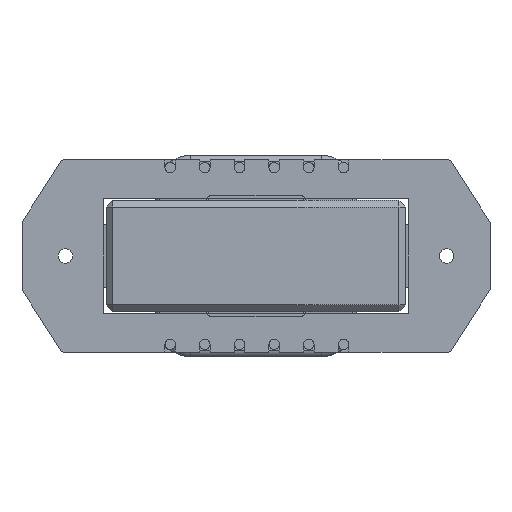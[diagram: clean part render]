
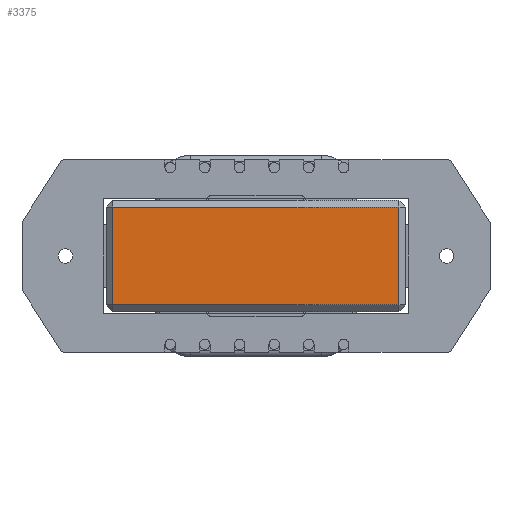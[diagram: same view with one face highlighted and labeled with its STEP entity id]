
A CAD part, front view. The second image highlights one B-rep face of the part: STEP entity #3375.
In plain terms, the highlighted face is planar.
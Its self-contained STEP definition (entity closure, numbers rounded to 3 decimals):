
#687 = EDGE_CURVE ( 'NONE', #17732, #20577, #14532, .T. ) ;
#1343 = VERTEX_POINT ( 'NONE', #16606 ) ;
#1725 = EDGE_CURVE ( 'NONE', #20577, #4322, #8214, .T. ) ;
#1792 = CARTESIAN_POINT ( 'NONE',  ( -41.25, 31.174, 14.1 ) ) ;
#3219 = DIRECTION ( 'NONE',  ( 0., 0., -1. ) ) ;
#3375 = ADVANCED_FACE ( 'NONE', ( #13360 ), #20088, .F. ) ;
#3641 = CARTESIAN_POINT ( 'NONE',  ( 43.25, 31.174, -14.1 ) ) ;
#4322 = VERTEX_POINT ( 'NONE', #15397 ) ;
#5010 = CARTESIAN_POINT ( 'NONE',  ( 43.25, 31.174, 16.1 ) ) ;
#5024 = DIRECTION ( 'NONE',  ( 1., 0., 0. ) ) ;
#5765 = CARTESIAN_POINT ( 'NONE',  ( -41.25, 31.174, 16.1 ) ) ;
#6315 = EDGE_CURVE ( 'NONE', #1343, #17732, #18726, .T. ) ;
#6439 = ORIENTED_EDGE ( 'NONE', *, *, #16769, .T. ) ;
#6888 = ORIENTED_EDGE ( 'NONE', *, *, #6315, .T. ) ;
#8214 = LINE ( 'NONE', #8435, #16018 ) ;
#8435 = CARTESIAN_POINT ( 'NONE',  ( 43.25, 31.174, 14.1 ) ) ;
#10343 = DIRECTION ( 'NONE',  ( -1., 0., 0. ) ) ;
#11796 = VECTOR ( 'NONE', #14325, 1000. ) ;
#12411 = EDGE_LOOP ( 'NONE', ( #19482, #6439, #6888, #15254 ) ) ;
#13360 = FACE_OUTER_BOUND ( 'NONE', #12411, .T. ) ;
#13469 = DIRECTION ( 'NONE',  ( 1., 0., 0. ) ) ;
#14325 = DIRECTION ( 'NONE',  ( 0., 0., 1. ) ) ;
#14532 = LINE ( 'NONE', #5765, #11796 ) ;
#14669 = LINE ( 'NONE', #18204, #18039 ) ;
#15254 = ORIENTED_EDGE ( 'NONE', *, *, #687, .T. ) ;
#15397 = CARTESIAN_POINT ( 'NONE',  ( 41.25, 31.174, 14.1 ) ) ;
#16018 = VECTOR ( 'NONE', #5024, 1000. ) ;
#16606 = CARTESIAN_POINT ( 'NONE',  ( 41.25, 31.174, -14.1 ) ) ;
#16769 = EDGE_CURVE ( 'NONE', #4322, #1343, #14669, .T. ) ;
#16787 = DIRECTION ( 'NONE',  ( 0., -1., 0. ) ) ;
#17471 = VECTOR ( 'NONE', #10343, 1000. ) ;
#17732 = VERTEX_POINT ( 'NONE', #19000 ) ;
#18039 = VECTOR ( 'NONE', #3219, 1000. ) ;
#18204 = CARTESIAN_POINT ( 'NONE',  ( 41.25, 31.174, 16.1 ) ) ;
#18726 = LINE ( 'NONE', #3641, #17471 ) ;
#19000 = CARTESIAN_POINT ( 'NONE',  ( -41.25, 31.174, -14.1 ) ) ;
#19482 = ORIENTED_EDGE ( 'NONE', *, *, #1725, .T. ) ;
#20088 = PLANE ( 'NONE',  #21728 ) ;
#20577 = VERTEX_POINT ( 'NONE', #1792 ) ;
#21728 = AXIS2_PLACEMENT_3D ( 'NONE', #5010, #16787, #13469 ) ;
